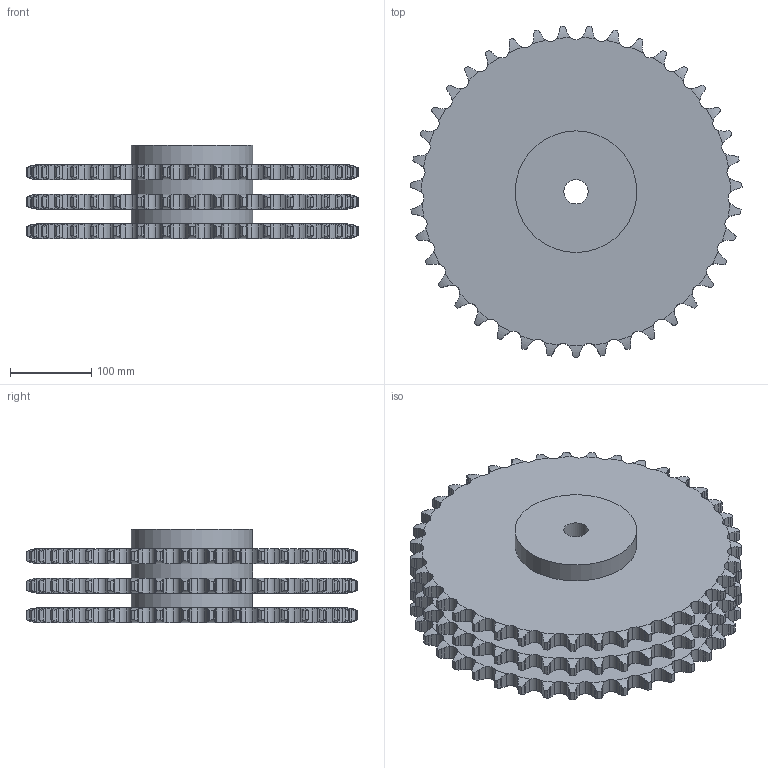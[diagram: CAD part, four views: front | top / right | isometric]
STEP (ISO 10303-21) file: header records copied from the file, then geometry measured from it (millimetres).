
FILE_DESCRIPTION(('FreeCAD Model'),'2;1');
FILE_NAME('Open CASCADE Shape Model','2021-10-24T09:58:22',('FreeCAD'),( 'FreeCAD'),'Open CASCADE STEP processor 7.4','FreeCAD','Unknown');
FILE_SCHEMA(('AUTOMOTIVE_DESIGN { 1 0 10303 214 1 1 1 1 }'));
Products named in the file (1): Open CASCADE STEP translator 7.4 32
Bounding box: 409.53 x 409.21 x 115 mm (x, y, z)
Volume: 7446079.7 mm3; surface area: 778429.6 mm2
Topology: 1 solids, 1 shells, 1305 faces, 3892 edges, 2595 vertices
Faces by surface type: cylinder 823, plane 242, torus 240
Full cylindrical faces by diameter (mm): 30 x1, 150 x3
Entity records: 120345 total; most frequent: CARTESIAN_POINT 54043, DIRECTION 9173, ORIENTED_EDGE 7784, PCURVE 7784, DEFINITIONAL_REPRESENTATION 7784, B_SPLINE_CURVE_WITH_KNOTS 5634, LINE 4367, VECTOR 4367
